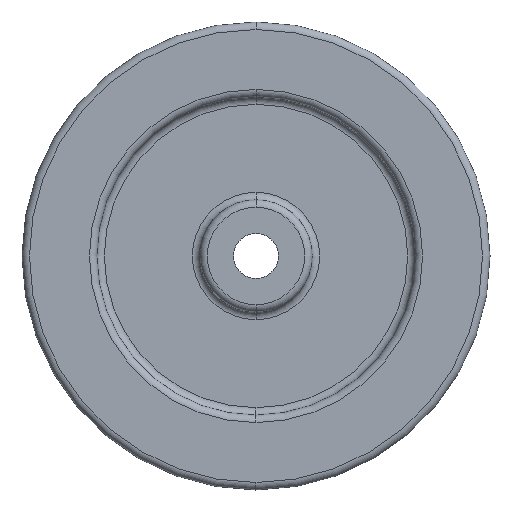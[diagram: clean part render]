
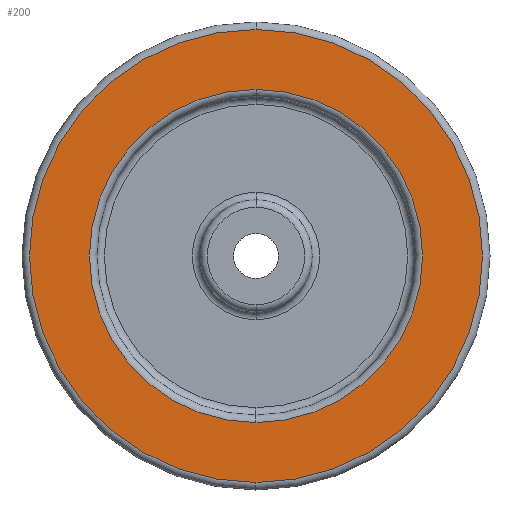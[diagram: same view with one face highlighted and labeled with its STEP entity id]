
A CAD part, left-side view. The second image highlights one B-rep face of the part: STEP entity #200.
In plain terms, the highlighted planar face has unit normal (-1, 0, 0).
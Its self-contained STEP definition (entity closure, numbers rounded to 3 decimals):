
#67 = CIRCLE ( 'NONE', #724, 60.5 ) ;
#98 = EDGE_CURVE ( 'NONE', #285, #431, #131, .T. ) ;
#105 = CIRCLE ( 'NONE', #643, 44.5 ) ;
#116 = DIRECTION ( 'NONE',  ( -1., 0., 0. ) ) ;
#118 = EDGE_CURVE ( 'NONE', #955, #156, #67, .T. ) ;
#125 = ORIENTED_EDGE ( 'NONE', *, *, #118, .T. ) ;
#131 = CIRCLE ( 'NONE', #845, 44.5 ) ;
#156 = VERTEX_POINT ( 'NONE', #620 ) ;
#166 = CIRCLE ( 'NONE', #420, 60.5 ) ;
#179 = ORIENTED_EDGE ( 'NONE', *, *, #951, .T. ) ;
#187 = FACE_OUTER_BOUND ( 'NONE', #830, .T. ) ;
#192 = ORIENTED_EDGE ( 'NONE', *, *, #603, .T. ) ;
#200 = ADVANCED_FACE ( 'NONE', ( #291, #187 ), #449, .T. ) ;
#285 = VERTEX_POINT ( 'NONE', #890 ) ;
#291 = FACE_BOUND ( 'NONE', #570, .T. ) ;
#318 = DIRECTION ( 'NONE',  ( 1., 0., 0. ) ) ;
#370 = DIRECTION ( 'NONE',  ( 0., 0., 1. ) ) ;
#377 = CARTESIAN_POINT ( 'NONE',  ( -20., 0., 0. ) ) ;
#420 = AXIS2_PLACEMENT_3D ( 'NONE', #377, #116, #424 ) ;
#424 = DIRECTION ( 'NONE',  ( 0., 0., 1. ) ) ;
#431 = VERTEX_POINT ( 'NONE', #883 ) ;
#449 = PLANE ( 'NONE',  #499 ) ;
#499 = AXIS2_PLACEMENT_3D ( 'NONE', #703, #680, #511 ) ;
#511 = DIRECTION ( 'NONE',  ( 0., 0., 1. ) ) ;
#570 = EDGE_LOOP ( 'NONE', ( #1084, #179 ) ) ;
#603 = EDGE_CURVE ( 'NONE', #156, #955, #166, .T. ) ;
#620 = CARTESIAN_POINT ( 'NONE',  ( -20., 0., -60.5 ) ) ;
#640 = DIRECTION ( 'NONE',  ( 1., 0., 0. ) ) ;
#643 = AXIS2_PLACEMENT_3D ( 'NONE', #707, #640, #766 ) ;
#665 = DIRECTION ( 'NONE',  ( 0., 0., 1. ) ) ;
#680 = DIRECTION ( 'NONE',  ( -1., 0., 0. ) ) ;
#691 = DIRECTION ( 'NONE',  ( -1., 0., 0. ) ) ;
#703 = CARTESIAN_POINT ( 'NONE',  ( -20., -62.5, 0. ) ) ;
#707 = CARTESIAN_POINT ( 'NONE',  ( -20., 0., 0. ) ) ;
#724 = AXIS2_PLACEMENT_3D ( 'NONE', #850, #691, #370 ) ;
#766 = DIRECTION ( 'NONE',  ( 0., 0., 1. ) ) ;
#830 = EDGE_LOOP ( 'NONE', ( #125, #192 ) ) ;
#845 = AXIS2_PLACEMENT_3D ( 'NONE', #1014, #318, #665 ) ;
#850 = CARTESIAN_POINT ( 'NONE',  ( -20., 0., 0. ) ) ;
#883 = CARTESIAN_POINT ( 'NONE',  ( -20., 0., -44.5 ) ) ;
#890 = CARTESIAN_POINT ( 'NONE',  ( -20., 0., 44.5 ) ) ;
#951 = EDGE_CURVE ( 'NONE', #431, #285, #105, .T. ) ;
#955 = VERTEX_POINT ( 'NONE', #989 ) ;
#989 = CARTESIAN_POINT ( 'NONE',  ( -20., 0., 60.5 ) ) ;
#1014 = CARTESIAN_POINT ( 'NONE',  ( -20., 0., 0. ) ) ;
#1084 = ORIENTED_EDGE ( 'NONE', *, *, #98, .T. ) ;
